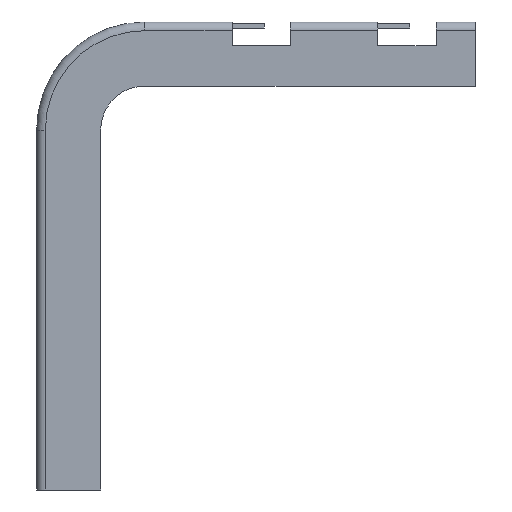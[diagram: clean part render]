
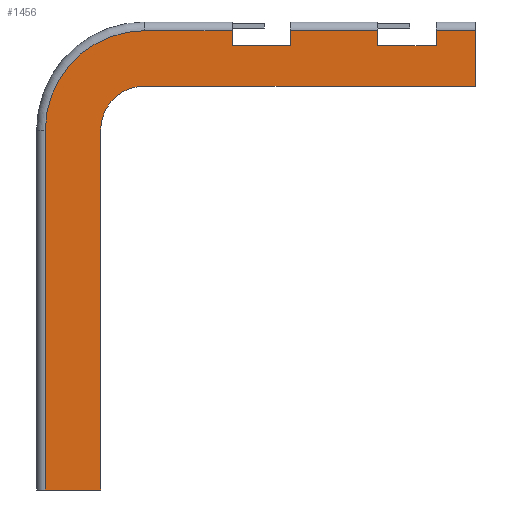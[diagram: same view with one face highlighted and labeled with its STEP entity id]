
A CAD part, left-side view. The second image highlights one B-rep face of the part: STEP entity #1456.
In plain terms, the highlighted planar face has unit normal (-1, 0, 0).
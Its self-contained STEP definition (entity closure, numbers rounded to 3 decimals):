
#56=FACE_OUTER_BOUND('',#130,.T.);
#130=EDGE_LOOP('',(#1067,#1068,#1069,#1070,#1071,#1072,#1073,#1074,#1075,
#1076,#1077,#1078,#1079,#1080,#1081,#1082));
#214=CIRCLE('',#1569,34.123);
#215=CIRCLE('',#1570,15.133);
#253=LINE('',#2143,#433);
#276=LINE('',#2197,#456);
#284=LINE('',#2221,#464);
#293=LINE('',#2240,#473);
#294=LINE('',#2243,#474);
#295=LINE('',#2245,#475);
#296=LINE('',#2247,#476);
#297=LINE('',#2248,#477);
#298=LINE('',#2250,#478);
#299=LINE('',#2252,#479);
#300=LINE('',#2254,#480);
#301=LINE('',#2257,#481);
#302=LINE('',#2259,#482);
#303=LINE('',#2262,#483);
#433=VECTOR('',#1718,1.);
#456=VECTOR('',#1755,1.);
#464=VECTOR('',#1775,1.);
#473=VECTOR('',#1788,1.);
#474=VECTOR('',#1791,1.);
#475=VECTOR('',#1792,1.);
#476=VECTOR('',#1793,1.);
#477=VECTOR('',#1794,1.);
#478=VECTOR('',#1795,1.);
#479=VECTOR('',#1796,1.);
#480=VECTOR('',#1797,1.);
#481=VECTOR('',#1800,1.);
#482=VECTOR('',#1801,1.);
#483=VECTOR('',#1804,1.);
#626=VERTEX_POINT('',#2140);
#627=VERTEX_POINT('',#2142);
#650=VERTEX_POINT('',#2194);
#651=VERTEX_POINT('',#2196);
#660=VERTEX_POINT('',#2218);
#661=VERTEX_POINT('',#2220);
#669=VERTEX_POINT('',#2238);
#670=VERTEX_POINT('',#2242);
#671=VERTEX_POINT('',#2244);
#672=VERTEX_POINT('',#2246);
#673=VERTEX_POINT('',#2249);
#674=VERTEX_POINT('',#2251);
#675=VERTEX_POINT('',#2253);
#676=VERTEX_POINT('',#2255);
#677=VERTEX_POINT('',#2258);
#678=VERTEX_POINT('',#2260);
#781=EDGE_CURVE('',#626,#627,#253,.T.);
#808=EDGE_CURVE('',#651,#650,#276,.T.);
#820=EDGE_CURVE('',#660,#661,#284,.T.);
#830=EDGE_CURVE('',#669,#660,#293,.T.);
#831=EDGE_CURVE('',#669,#670,#294,.T.);
#832=EDGE_CURVE('',#670,#671,#295,.T.);
#833=EDGE_CURVE('',#671,#672,#296,.T.);
#834=EDGE_CURVE('',#651,#672,#297,.T.);
#835=EDGE_CURVE('',#650,#673,#298,.T.);
#836=EDGE_CURVE('',#673,#674,#299,.T.);
#837=EDGE_CURVE('',#675,#674,#300,.T.);
#838=EDGE_CURVE('',#676,#675,#214,.T.);
#839=EDGE_CURVE('',#627,#676,#301,.T.);
#840=EDGE_CURVE('',#626,#677,#302,.T.);
#841=EDGE_CURVE('',#677,#678,#215,.T.);
#842=EDGE_CURVE('',#678,#661,#303,.T.);
#1067=ORIENTED_EDGE('',*,*,#830,.F.);
#1068=ORIENTED_EDGE('',*,*,#831,.T.);
#1069=ORIENTED_EDGE('',*,*,#832,.T.);
#1070=ORIENTED_EDGE('',*,*,#833,.T.);
#1071=ORIENTED_EDGE('',*,*,#834,.F.);
#1072=ORIENTED_EDGE('',*,*,#808,.T.);
#1073=ORIENTED_EDGE('',*,*,#835,.T.);
#1074=ORIENTED_EDGE('',*,*,#836,.T.);
#1075=ORIENTED_EDGE('',*,*,#837,.F.);
#1076=ORIENTED_EDGE('',*,*,#838,.F.);
#1077=ORIENTED_EDGE('',*,*,#839,.F.);
#1078=ORIENTED_EDGE('',*,*,#781,.F.);
#1079=ORIENTED_EDGE('',*,*,#840,.T.);
#1080=ORIENTED_EDGE('',*,*,#841,.T.);
#1081=ORIENTED_EDGE('',*,*,#842,.T.);
#1082=ORIENTED_EDGE('',*,*,#820,.F.);
#1394=PLANE('',#1568);
#1456=ADVANCED_FACE('',(#56),#1394,.T.);
#1568=AXIS2_PLACEMENT_3D('',#2241,#1789,#1790);
#1569=AXIS2_PLACEMENT_3D('',#2256,#1798,#1799);
#1570=AXIS2_PLACEMENT_3D('',#2261,#1802,#1803);
#1718=DIRECTION('',(0.,1.,0.));
#1755=DIRECTION('',(0.,0.,-1.));
#1775=DIRECTION('',(0.,0.,-1.));
#1788=DIRECTION('',(0.,-1.,0.));
#1789=DIRECTION('center_axis',(-1.,0.,0.));
#1790=DIRECTION('ref_axis',(0.,-1.,0.));
#1791=DIRECTION('',(0.,0.,-1.));
#1792=DIRECTION('',(0.,1.,0.));
#1793=DIRECTION('',(0.,0.,1.));
#1794=DIRECTION('',(0.,-1.,0.));
#1795=DIRECTION('',(0.,1.,0.));
#1796=DIRECTION('',(0.,0.,1.));
#1797=DIRECTION('',(0.,-1.,0.));
#1798=DIRECTION('center_axis',(1.,0.,0.));
#1799=DIRECTION('ref_axis',(0.,0.707,0.707));
#1800=DIRECTION('',(0.,0.,1.));
#1801=DIRECTION('',(0.,0.,1.));
#1802=DIRECTION('center_axis',(1.,0.,0.));
#1803=DIRECTION('ref_axis',(0.,1.,0.));
#1804=DIRECTION('',(0.,-1.,0.));
#2140=CARTESIAN_POINT('',(98.344,78.07,-21.99));
#2142=CARTESIAN_POINT('',(98.344,97.06,-21.99));
#2143=CARTESIAN_POINT('',(98.344,78.07,-21.99));
#2194=CARTESIAN_POINT('',(98.344,12.937,130.469));
#2196=CARTESIAN_POINT('',(98.344,12.937,135.633));
#2197=CARTESIAN_POINT('',(98.344,12.937,54.239));
#2218=CARTESIAN_POINT('',(98.344,-50.563,135.633));
#2220=CARTESIAN_POINT('',(98.344,-50.563,116.642));
#2221=CARTESIAN_POINT('',(98.344,-50.563,116.642));
#2238=CARTESIAN_POINT('',(98.344,-37.063,135.633));
#2240=CARTESIAN_POINT('',(98.344,81.665,135.633));
#2241=CARTESIAN_POINT('Origin',(98.344,100.392,-21.99));
#2242=CARTESIAN_POINT('',(98.344,-37.063,130.469));
#2243=CARTESIAN_POINT('',(98.344,-37.063,54.239));
#2244=CARTESIAN_POINT('',(98.344,-17.063,130.469));
#2245=CARTESIAN_POINT('',(98.344,41.665,130.469));
#2246=CARTESIAN_POINT('',(98.344,-17.063,135.633));
#2247=CARTESIAN_POINT('',(98.344,-17.063,56.954));
#2248=CARTESIAN_POINT('',(98.344,81.665,135.633));
#2249=CARTESIAN_POINT('',(98.344,32.937,130.469));
#2250=CARTESIAN_POINT('',(98.344,66.665,130.469));
#2251=CARTESIAN_POINT('',(98.344,32.937,135.633));
#2252=CARTESIAN_POINT('',(98.344,32.937,56.954));
#2253=CARTESIAN_POINT('',(98.344,62.937,135.633));
#2254=CARTESIAN_POINT('',(98.344,106.665,135.633));
#2255=CARTESIAN_POINT('',(98.344,97.06,101.51));
#2256=CARTESIAN_POINT('Origin',(98.344,62.937,101.51));
#2257=CARTESIAN_POINT('',(98.344,97.06,-21.99));
#2258=CARTESIAN_POINT('',(98.344,78.07,101.51));
#2259=CARTESIAN_POINT('',(98.344,78.07,-21.99));
#2260=CARTESIAN_POINT('',(98.344,62.937,116.642));
#2261=CARTESIAN_POINT('Origin',(98.344,62.937,101.51));
#2262=CARTESIAN_POINT('',(98.344,62.937,116.642));
